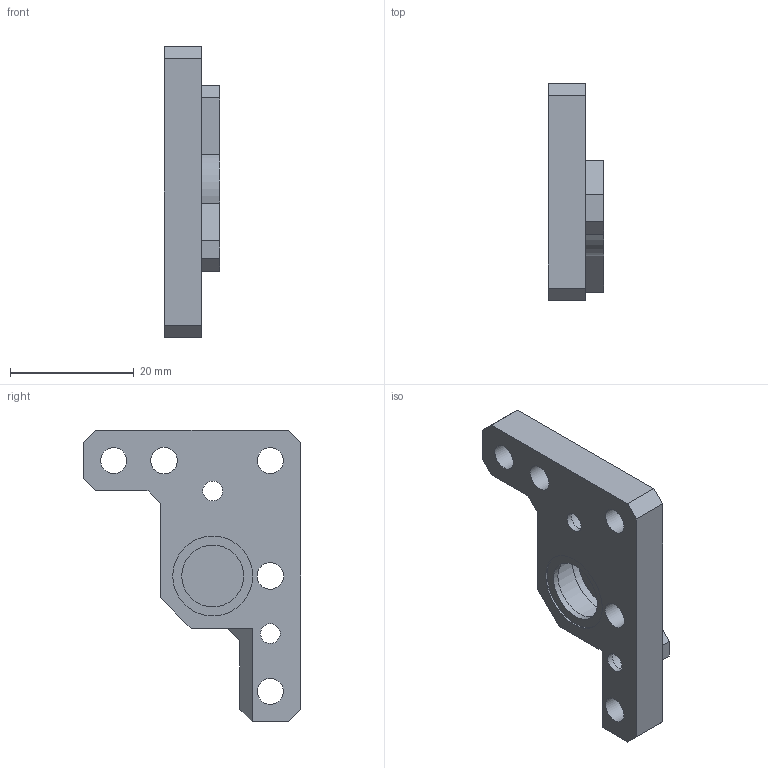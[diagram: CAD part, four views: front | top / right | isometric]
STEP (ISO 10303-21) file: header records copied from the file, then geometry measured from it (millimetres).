
FILE_DESCRIPTION(/* description */ (''),/* implementation_level */ '2;1');
FILE_NAME(/* name */ 'Grating Mount_v4.step',/* time_stamp */ '2024-02-15T15:46:50-05:00',/* author */ (''),/* organization */ (''),/* preprocessor_version */ 'ST-DEVELOPER v20',/* originating_system */ 'Autodesk Translation Framework v12.20.1.177',/* authorisation */ '');
FILE_SCHEMA (('AUTOMOTIVE_DESIGN { 1 0 10303 214 3 1 1 }'));
Length unit declared in the file: millimetre
Products named in the file (2): Grating Mount; Lid
Assembly tree (1 placements, depth 2):
  Grating Mount
    Lid
Bounding box: 9 x 35.11 x 47.1 mm (x, y, z)
Volume: 5256.7 mm3; surface area: 4491.8 mm2
Topology: 2 solids, 2 shells, 76 faces, 191 edges, 127 vertices
Faces by surface type: plane 53, cylinder 23
Full cylindrical faces by diameter (mm): 3.2 x4, 4.2 x3, 4.293 x2, 4.72 x2, 5.82 x3, 10 x1, 12.9 x3
Entity records: 2375 total; most frequent: DIRECTION 403, CARTESIAN_POINT 397, ORIENTED_EDGE 382, EDGE_CURVE 191, LINE 137, VECTOR 137, AXIS2_PLACEMENT_3D 133, VERTEX_POINT 127
